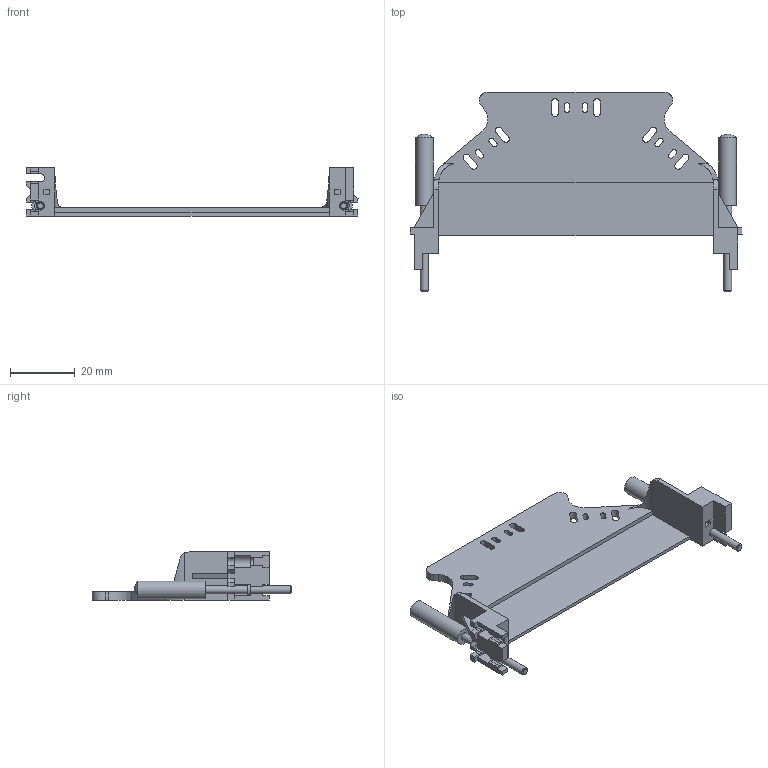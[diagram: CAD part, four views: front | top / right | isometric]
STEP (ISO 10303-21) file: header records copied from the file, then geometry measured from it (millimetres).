
FILE_DESCRIPTION(/* description */ (''),/* implementation_level */ '2;1');
FILE_NAME(/* name */ '100072701ugm000_b.stp',/* time_stamp */ '2017-03-21T13:12:42+01:00',/* author */ (''),/* organization */ (''),/* preprocessor_version */ 'ST-DEVELOPER v16',/* originating_system */ 'SIEMENS PLM Software NX 10.0',/* authorisation */ '');
FILE_SCHEMA (('AUTOMOTIVE_DESIGN { 1 0 10303 214 3 1 1 1 }'));
Length unit declared in the file: millimetre
Products named in the file (1): 100072701ugm000_b
Bounding box: 102.9 x 61.84 x 14.9 mm (x, y, z)
Volume: 9725.1 mm3; surface area: 11509.2 mm2
Topology: 1 solids, 1 shells, 213 faces, 600 edges, 395 vertices
Faces by surface type: plane 144, cylinder 65, cone 2, sphere 2
Full cylindrical faces by diameter (mm): 2.47 x4, 3.47 x2, 5.5 x2
Entity records: 7120 total; most frequent: CARTESIAN_POINT 1291, ORIENTED_EDGE 1172, DIRECTION 1138, EDGE_CURVE 586, LINE 434, VECTOR 434, VERTEX_POINT 395, AXIS2_PLACEMENT_3D 352
